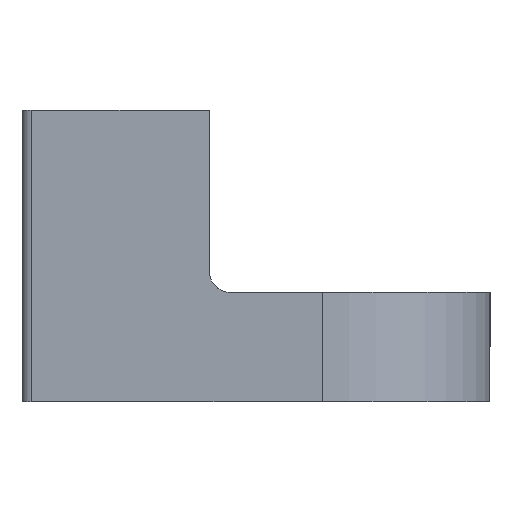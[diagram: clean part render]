
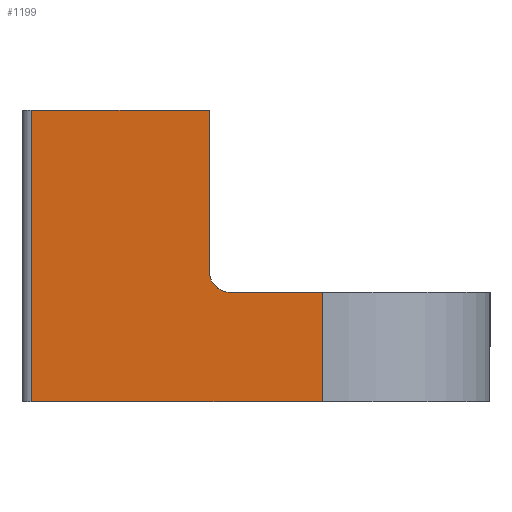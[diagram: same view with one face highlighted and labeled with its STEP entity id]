
A CAD part, left-side view. The second image highlights one B-rep face of the part: STEP entity #1199.
In plain terms, the highlighted planar face has unit normal (-0.997, 0.077, 0).
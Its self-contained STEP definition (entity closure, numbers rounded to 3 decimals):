
#24 = EDGE_CURVE ( 'NONE', #691, #626, #1169, .T. ) ;
#36 = VERTEX_POINT ( 'NONE', #1175 ) ;
#52 = CARTESIAN_POINT ( 'NONE',  ( -79.072, 44.078, -14. ) ) ;
#65 = VECTOR ( 'NONE', #912, 1000. ) ;
#69 = LINE ( 'NONE', #1195, #873 ) ;
#83 = ORIENTED_EDGE ( 'NONE', *, *, #253, .T. ) ;
#107 = DIRECTION ( 'NONE',  ( 0., 0., 1. ) ) ;
#113 = DIRECTION ( 'NONE',  ( 0.997, -0.078, 0. ) ) ;
#115 = CARTESIAN_POINT ( 'NONE',  ( -79.072, 44.078, -14. ) ) ;
#129 = CARTESIAN_POINT ( 'NONE',  ( -79., 45., 36. ) ) ;
#148 = ORIENTED_EDGE ( 'NONE', *, *, #299, .T. ) ;
#150 = EDGE_CURVE ( 'NONE', #542, #208, #69, .T. ) ;
#167 = DIRECTION ( 'NONE',  ( -0.078, -0.997, 0. ) ) ;
#195 = CARTESIAN_POINT ( 'NONE',  ( -81.243, 16.163, -3.5 ) ) ;
#204 = CARTESIAN_POINT ( 'NONE',  ( -79., 45., -14. ) ) ;
#208 = VERTEX_POINT ( 'NONE', #355 ) ;
#211 = FACE_OUTER_BOUND ( 'NONE', #680, .T. ) ;
#253 = EDGE_CURVE ( 'NONE', #728, #626, #918, .T. ) ;
#261 = ORIENTED_EDGE ( 'NONE', *, *, #753, .T. ) ;
#299 = EDGE_CURVE ( 'NONE', #1155, #728, #932, .T. ) ;
#355 = CARTESIAN_POINT ( 'NONE',  ( -80.4, 27., 14. ) ) ;
#358 = VECTOR ( 'NONE', #107, 1000. ) ;
#374 = CARTESIAN_POINT ( 'NONE',  ( -81.243, 16.163, 36. ) ) ;
#378 = ORIENTED_EDGE ( 'NONE', *, *, #24, .F. ) ;
#440 = CARTESIAN_POINT ( 'NONE',  ( -80.556, 25., -3.5 ) ) ;
#519 = DIRECTION ( 'NONE',  ( -0.078, -0.997, 0. ) ) ;
#534 = CARTESIAN_POINT ( 'NONE',  ( -80.4, 27., -2.672 ) ) ;
#536 = CARTESIAN_POINT ( 'NONE',  ( -80.464, 26.172, -3.5 ) ) ;
#542 = VERTEX_POINT ( 'NONE', #1038 ) ;
#543 = VECTOR ( 'NONE', #1132, 1000. ) ;
#545 = EDGE_CURVE ( 'NONE', #36, #208, #597, .T. ) ;
#581 = CARTESIAN_POINT ( 'NONE',  ( -80.4, 27., 36. ) ) ;
#596 = ORIENTED_EDGE ( 'NONE', *, *, #1009, .T. ) ;
#597 = LINE ( 'NONE', #581, #65 ) ;
#607 =( BOUNDED_CURVE ( )  B_SPLINE_CURVE ( 3, ( #440, #536, #534, #1168 ),
 .UNSPECIFIED., .F., .T. ) 
 B_SPLINE_CURVE_WITH_KNOTS ( ( 4, 4 ),
 ( 1.571, 3.142 ),
 .UNSPECIFIED. ) 
 CURVE ( )  GEOMETRIC_REPRESENTATION_ITEM ( )  RATIONAL_B_SPLINE_CURVE ( ( 1., 0.805, 0.805, 1. ) ) 
 REPRESENTATION_ITEM ( '' )  );
#614 = VECTOR ( 'NONE', #843, 1000. ) ;
#626 = VERTEX_POINT ( 'NONE', #195 ) ;
#627 = CARTESIAN_POINT ( 'NONE',  ( -81.243, 16.163, -14. ) ) ;
#680 = EDGE_LOOP ( 'NONE', ( #378, #261, #1100, #890, #596, #148, #83 ) ) ;
#691 = VERTEX_POINT ( 'NONE', #706 ) ;
#693 = DIRECTION ( 'NONE',  ( 0.078, 0.997, 0. ) ) ;
#706 = CARTESIAN_POINT ( 'NONE',  ( -80.556, 25., -3.5 ) ) ;
#728 = VERTEX_POINT ( 'NONE', #627 ) ;
#753 = EDGE_CURVE ( 'NONE', #691, #36, #607, .T. ) ;
#843 = DIRECTION ( 'NONE',  ( -0.078, -0.997, 0. ) ) ;
#873 = VECTOR ( 'NONE', #167, 1000. ) ;
#890 = ORIENTED_EDGE ( 'NONE', *, *, #150, .F. ) ;
#912 = DIRECTION ( 'NONE',  ( 0., 0., 1. ) ) ;
#918 = LINE ( 'NONE', #374, #358 ) ;
#932 = LINE ( 'NONE', #204, #614 ) ;
#934 = LINE ( 'NONE', #115, #543 ) ;
#957 = PLANE ( 'NONE',  #1076 ) ;
#1009 = EDGE_CURVE ( 'NONE', #542, #1155, #934, .T. ) ;
#1038 = CARTESIAN_POINT ( 'NONE',  ( -79.072, 44.078, 14. ) ) ;
#1076 = AXIS2_PLACEMENT_3D ( 'NONE', #129, #113, #693 ) ;
#1100 = ORIENTED_EDGE ( 'NONE', *, *, #545, .T. ) ;
#1115 = VECTOR ( 'NONE', #519, 1000. ) ;
#1132 = DIRECTION ( 'NONE',  ( 0., 0., -1. ) ) ;
#1155 = VERTEX_POINT ( 'NONE', #52 ) ;
#1164 = CARTESIAN_POINT ( 'NONE',  ( -79., 45., -3.5 ) ) ;
#1168 = CARTESIAN_POINT ( 'NONE',  ( -80.4, 27., -1.5 ) ) ;
#1169 = LINE ( 'NONE', #1164, #1115 ) ;
#1175 = CARTESIAN_POINT ( 'NONE',  ( -80.4, 27., -1.5 ) ) ;
#1195 = CARTESIAN_POINT ( 'NONE',  ( -79.021, 44.729, 14. ) ) ;
#1199 = ADVANCED_FACE ( 'NONE', ( #211 ), #957, .F. ) ;
